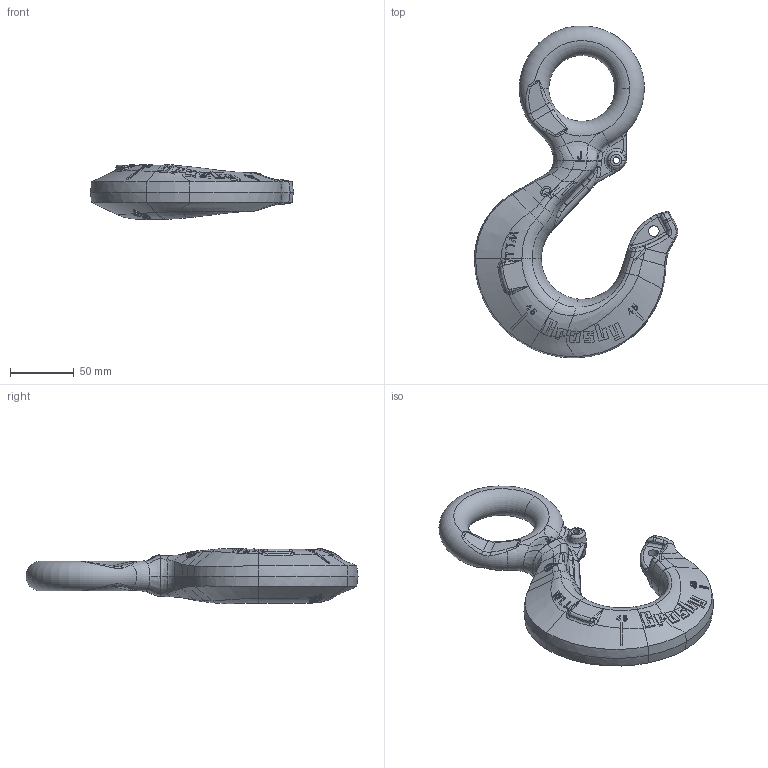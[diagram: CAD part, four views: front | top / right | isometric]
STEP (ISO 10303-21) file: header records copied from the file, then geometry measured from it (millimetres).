
FILE_DESCRIPTION((''),'2;1');
FILE_NAME('CROSBY_320N_J_SW0001','2005-01-06T',('ADoughty'),('The Crosby Group, Inc.'),'PRO/ENGINEER BY PARAMETRIC TECHNOLOGY CORPORATION, 2004090','PRO/ENGINEER BY PARAMETRIC TECHNOLOGY CORPORATION, 2004090','');
FILE_SCHEMA(('CONFIG_CONTROL_DESIGN'));
Length unit declared in the file: inch
Products named in the file (1): CROSBY_320N_J_SW0001
Bounding box: 159 x 259.72 x 43.2 mm (x, y, z)
Volume: 456284 mm3; surface area: 58567.8 mm2
Topology: 1 solids, 1 shells, 567 faces, 1399 edges, 847 vertices
Faces by surface type: bspline 291, plane 176, cylinder 46, torus 23, cone 15, extrusion 12, sphere 4
Entity records: 43243 total; most frequent: CARTESIAN_POINT 32619, ORIENTED_EDGE 2798, EDGE_CURVE 1399, DIRECTION 1196, B_SPLINE_CURVE_WITH_KNOTS 954, VERTEX_POINT 847, EDGE_LOOP 586, FACE_OUTER_BOUND 567
